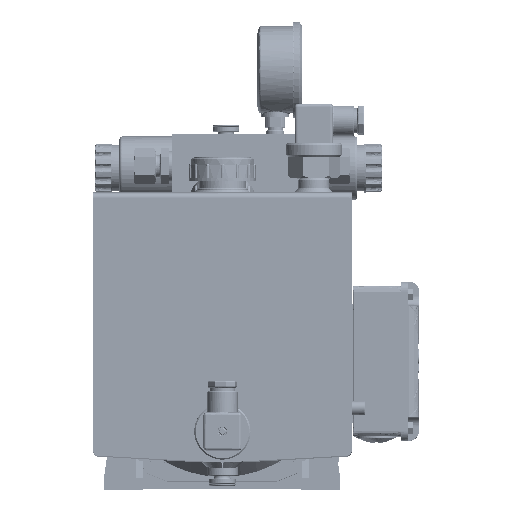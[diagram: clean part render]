
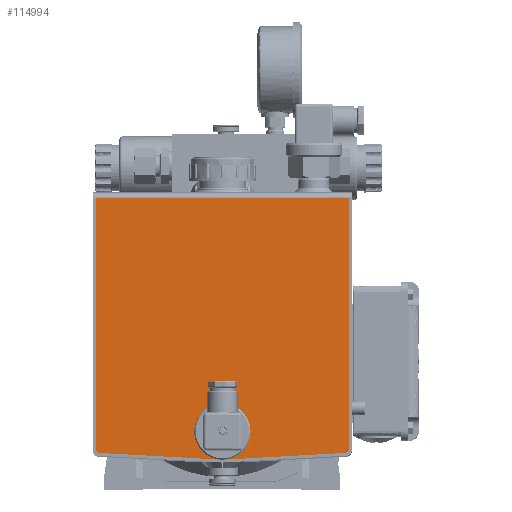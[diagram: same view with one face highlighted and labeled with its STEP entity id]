
A CAD part, top view. The second image highlights one B-rep face of the part: STEP entity #114994.
In plain terms, the highlighted free-form (B-spline) face has degree [1, 1] with [2, 2] control points.
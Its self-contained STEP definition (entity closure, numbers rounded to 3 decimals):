
#114381 = VERTEX_POINT('',#114382);
#114382 = CARTESIAN_POINT('',(13.328,-53.312,
    529.387));
#114400 = EDGE_CURVE('',#114381,#114381,#114401,.T.);
#114401 = ( BOUNDED_CURVE() B_SPLINE_CURVE(2,(#114402,#114403,#114404,
    #114405,#114406,#114407,#114408),.UNSPECIFIED.,.T.,.F.) 
B_SPLINE_CURVE_WITH_KNOTS((3,2,2,3),(3.142,5.236,
7.33,9.425),.PIECEWISE_BEZIER_KNOTS.) CURVE() 
GEOMETRIC_REPRESENTATION_ITEM() RATIONAL_B_SPLINE_CURVE((1.,0.5,1.,0.5,
1.,0.5,1.)) REPRESENTATION_ITEM('') );
#114402 = CARTESIAN_POINT('',(13.328,-53.312,
    529.387));
#114403 = CARTESIAN_POINT('',(13.328,-76.397,
    529.387));
#114404 = CARTESIAN_POINT('',(-6.664,-64.854,
    529.387));
#114405 = CARTESIAN_POINT('',(-26.656,-53.312,
    529.387));
#114406 = CARTESIAN_POINT('',(-6.664,-41.77,
    529.387));
#114407 = CARTESIAN_POINT('',(13.328,-30.227,
    529.387));
#114408 = CARTESIAN_POINT('',(13.328,-53.312,
    529.387));
#114802 = EDGE_CURVE('',#114803,#114805,#114807,.T.);
#114803 = VERTEX_POINT('',#114804);
#114804 = CARTESIAN_POINT('',(-92.739,-69.484,
    529.387));
#114805 = VERTEX_POINT('',#114806);
#114806 = CARTESIAN_POINT('',(-95.961,-66.078,
    529.387));
#114807 = ( BOUNDED_CURVE() B_SPLINE_CURVE(2,(#114808,#114809,#114810),
.UNSPECIFIED.,.F.,.F.) B_SPLINE_CURVE_WITH_KNOTS((3,3),(5.526,
7.041),.PIECEWISE_BEZIER_KNOTS.) CURVE() 
GEOMETRIC_REPRESENTATION_ITEM() RATIONAL_B_SPLINE_CURVE((1.,
0.726,1.)) REPRESENTATION_ITEM('') );
#114808 = CARTESIAN_POINT('',(-92.739,-69.484,
    529.387));
#114809 = CARTESIAN_POINT('',(-95.961,-69.305,
    529.387));
#114810 = CARTESIAN_POINT('',(-95.961,-66.078,
    529.387));
#114851 = VERTEX_POINT('',#114852);
#114852 = CARTESIAN_POINT('',(0.,-74.637,
    529.387));
#114857 = EDGE_CURVE('',#114803,#114851,#114858,.T.);
#114858 = B_SPLINE_CURVE_WITH_KNOTS('',1,(#114859,#114860),
  .UNSPECIFIED.,.F.,.F.,(2,2),(-31.396,55.716),
  .PIECEWISE_BEZIER_KNOTS.);
#114859 = CARTESIAN_POINT('',(-92.739,-69.484,
    529.387));
#114860 = CARTESIAN_POINT('',(0.,-74.637,
    529.387));
#114919 = VERTEX_POINT('',#114920);
#114920 = CARTESIAN_POINT('',(95.961,-66.078,
    529.387));
#114925 = EDGE_CURVE('',#114919,#114926,#114928,.T.);
#114926 = VERTEX_POINT('',#114927);
#114927 = CARTESIAN_POINT('',(92.739,-69.484,
    529.387));
#114928 = ( BOUNDED_CURVE() B_SPLINE_CURVE(2,(#114929,#114930,#114931),
.UNSPECIFIED.,.F.,.F.) B_SPLINE_CURVE_WITH_KNOTS((3,3),(5.526,
7.041),.PIECEWISE_BEZIER_KNOTS.) CURVE() 
GEOMETRIC_REPRESENTATION_ITEM() RATIONAL_B_SPLINE_CURVE((1.,
0.726,1.)) REPRESENTATION_ITEM('') );
#114929 = CARTESIAN_POINT('',(95.961,-66.078,
    529.387));
#114930 = CARTESIAN_POINT('',(95.961,-69.305,
    529.387));
#114931 = CARTESIAN_POINT('',(92.739,-69.484,
    529.387));
#114949 = EDGE_CURVE('',#114851,#114926,#114950,.T.);
#114950 = B_SPLINE_CURVE_WITH_KNOTS('',1,(#114951,#114952),
  .UNSPECIFIED.,.F.,.F.,(2,2),(-10.646,76.465),
  .PIECEWISE_BEZIER_KNOTS.);
#114951 = CARTESIAN_POINT('',(0.,-74.637,
    529.387));
#114952 = CARTESIAN_POINT('',(92.739,-69.484,
    529.387));
#114994 = ADVANCED_FACE('',(#114995,#115020),#115023,.F.);
#114995 = FACE_BOUND('',#114996,.T.);
#114996 = EDGE_LOOP('',(#114997,#114998,#114999,#115000,#115001,#115008,
    #115015));
#114997 = ORIENTED_EDGE('',*,*,#114802,.F.);
#114998 = ORIENTED_EDGE('',*,*,#114857,.T.);
#114999 = ORIENTED_EDGE('',*,*,#114949,.T.);
#115000 = ORIENTED_EDGE('',*,*,#114925,.F.);
#115001 = ORIENTED_EDGE('',*,*,#115002,.F.);
#115002 = EDGE_CURVE('',#115003,#114919,#115005,.T.);
#115003 = VERTEX_POINT('',#115004);
#115004 = CARTESIAN_POINT('',(95.961,123.684,
    529.387));
#115005 = B_SPLINE_CURVE_WITH_KNOTS('',1,(#115006,#115007),
  .UNSPECIFIED.,.F.,.F.,(2,2),(-186.,-8.027),
  .PIECEWISE_BEZIER_KNOTS.);
#115006 = CARTESIAN_POINT('',(95.961,123.684,
    529.387));
#115007 = CARTESIAN_POINT('',(95.961,-66.078,
    529.387));
#115008 = ORIENTED_EDGE('',*,*,#115009,.F.);
#115009 = EDGE_CURVE('',#115010,#115003,#115012,.T.);
#115010 = VERTEX_POINT('',#115011);
#115011 = CARTESIAN_POINT('',(-95.961,123.684,
    529.387));
#115012 = B_SPLINE_CURVE_WITH_KNOTS('',1,(#115013,#115014),
  .UNSPECIFIED.,.F.,.F.,(2,2),(-90.,90.),.PIECEWISE_BEZIER_KNOTS.);
#115013 = CARTESIAN_POINT('',(-95.961,123.684,
    529.387));
#115014 = CARTESIAN_POINT('',(95.961,123.684,
    529.387));
#115015 = ORIENTED_EDGE('',*,*,#115016,.F.);
#115016 = EDGE_CURVE('',#114805,#115010,#115017,.T.);
#115017 = B_SPLINE_CURVE_WITH_KNOTS('',1,(#115018,#115019),
  .UNSPECIFIED.,.F.,.F.,(2,2),(-613.542,-435.569),
  .PIECEWISE_BEZIER_KNOTS.);
#115018 = CARTESIAN_POINT('',(-95.961,-66.078,
    529.387));
#115019 = CARTESIAN_POINT('',(-95.961,123.684,
    529.387));
#115020 = FACE_BOUND('',#115021,.T.);
#115021 = EDGE_LOOP('',(#115022));
#115022 = ORIENTED_EDGE('',*,*,#114400,.T.);
#115023 = B_SPLINE_SURFACE_WITH_KNOTS('',1,1,(
    (#115024,#115025)
    ,(#115026,#115027
  )),.UNSPECIFIED.,.F.,.F.,.F.,(2,2),(2,2),(-90.,90.),(-383.853,
    -197.853),.PIECEWISE_BEZIER_KNOTS.);
#115024 = CARTESIAN_POINT('',(95.961,-74.637,
    529.387));
#115025 = CARTESIAN_POINT('',(95.961,123.684,
    529.387));
#115026 = CARTESIAN_POINT('',(-95.961,-74.637,
    529.387));
#115027 = CARTESIAN_POINT('',(-95.961,123.684,
    529.387));
